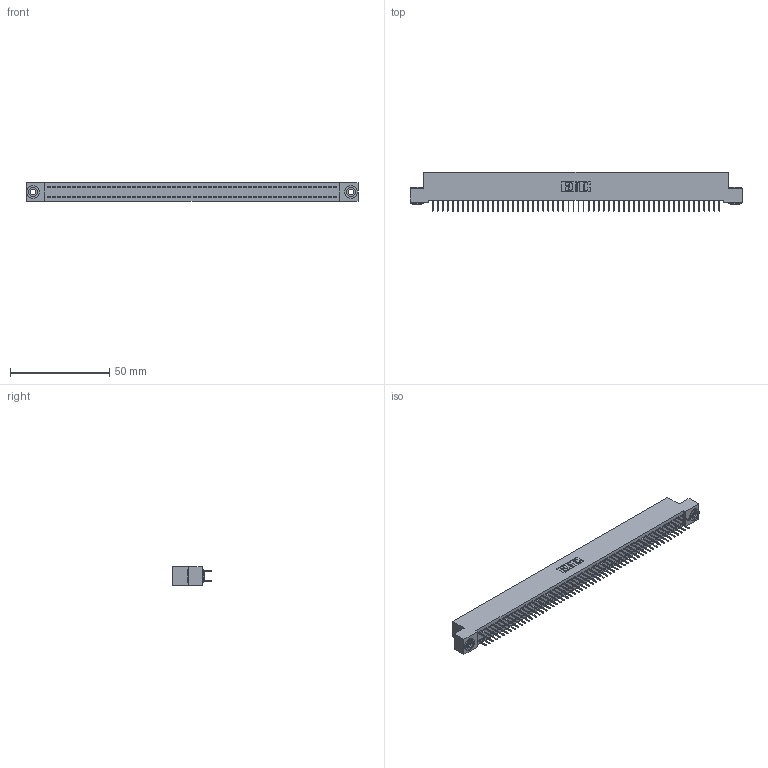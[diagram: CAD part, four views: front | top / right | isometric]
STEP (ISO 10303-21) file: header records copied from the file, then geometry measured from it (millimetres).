
FILE_DESCRIPTION (( 'STEP AP203' ), '1' );
FILE_NAME ('342-116-524-203.STEP', '2019-10-04T22:08:13', ( '' ), ( '' ), 'SwSTEP 2.0', 'SolidWorks 2016', '' );
FILE_SCHEMA (( 'CONFIG_CONTROL_DESIGN' ));
Length unit declared in the file: inch
Products named in the file (4): 342 Part_.156 TH; 345-292-001_345-293-124; 342-250-002_345-250-002-102; 342-116-524-203
Assembly tree (119 placements, depth 2):
  342-116-524-203
    342 Part_.156 TH
    345-292-001_345-293-124  x116
    342-250-002_345-250-002-102  x2
Bounding box: 167.64 x 19.69 x 9.4 mm (x, y, z)
Volume: 14985.4 mm3; surface area: 24544.2 mm2
Topology: 119 solids, 119 shells, 6644 faces, 18819 edges, 12078 vertices
Faces by surface type: plane 4948, cylinder 1688, cone 8
Entity records: 35836 total; most frequent: CARTESIAN_POINT 5893, ORIENTED_EDGE 5822, DIRECTION 5041, EDGE_CURVE 2911, LINE 2763, VECTOR 2763, VERTEX_POINT 1934, AXIS2_PLACEMENT_3D 1139
